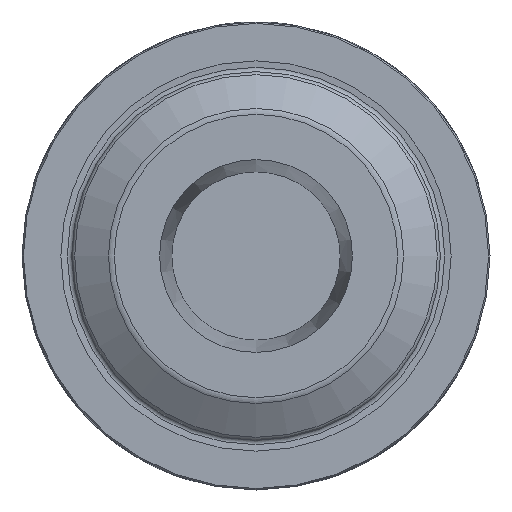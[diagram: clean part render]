
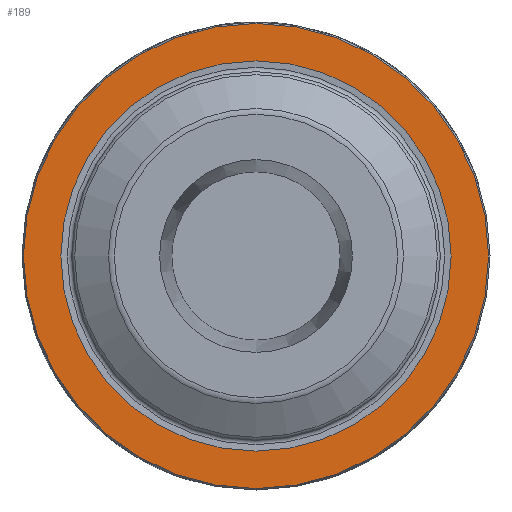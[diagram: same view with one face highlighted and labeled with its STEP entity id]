
A CAD part, left-side view. The second image highlights one B-rep face of the part: STEP entity #189.
In plain terms, the highlighted planar face has unit normal (-1, 0, 0).
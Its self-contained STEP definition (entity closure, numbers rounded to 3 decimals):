
#189=ADVANCED_FACE('',(#291,#292),#219,.F.);
#219=PLANE('',#823);
#291=FACE_BOUND('',#377,.T.);
#292=FACE_BOUND('',#378,.T.);
#377=EDGE_LOOP('',(#539));
#378=EDGE_LOOP('',(#540));
#539=ORIENTED_EDGE('',*,*,#702,.F.);
#540=ORIENTED_EDGE('',*,*,#645,.F.);
#577=VERTEX_POINT('',#1192);
#619=VERTEX_POINT('',#1771);
#645=EDGE_CURVE('',#577,#577,#729,.T.);
#702=EDGE_CURVE('',#619,#619,#736,.T.);
#729=CIRCLE('',#761,39.75);
#736=CIRCLE('',#804,33.353);
#761=AXIS2_PLACEMENT_3D('',#1191,#856,#857);
#804=AXIS2_PLACEMENT_3D('',#1770,#966,#967);
#823=AXIS2_PLACEMENT_3D('',#1799,#1004,#1005);
#856=DIRECTION('',(1.,0.,0.));
#857=DIRECTION('',(0.,0.,-1.));
#966=DIRECTION('',(-1.,0.,0.));
#967=DIRECTION('',(0.,0.,-1.));
#1004=DIRECTION('',(1.,0.,0.));
#1005=DIRECTION('',(0.,0.,-1.));
#1191=CARTESIAN_POINT('',(25.,0.,0.));
#1192=CARTESIAN_POINT('',(25.,0.,-39.75));
#1770=CARTESIAN_POINT('',(25.,0.,0.));
#1771=CARTESIAN_POINT('',(25.,0.,-33.353));
#1799=CARTESIAN_POINT('',(25.,39.75,0.));
